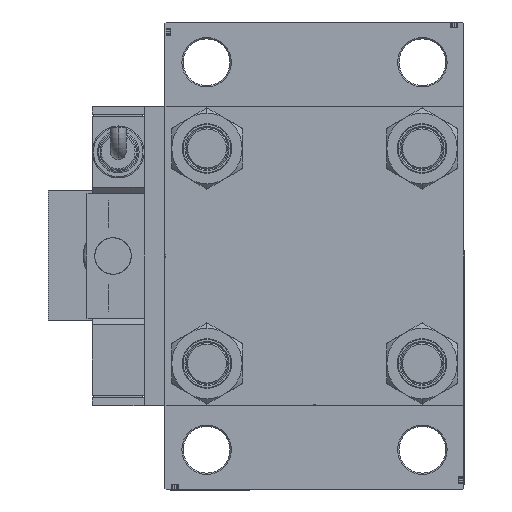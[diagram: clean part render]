
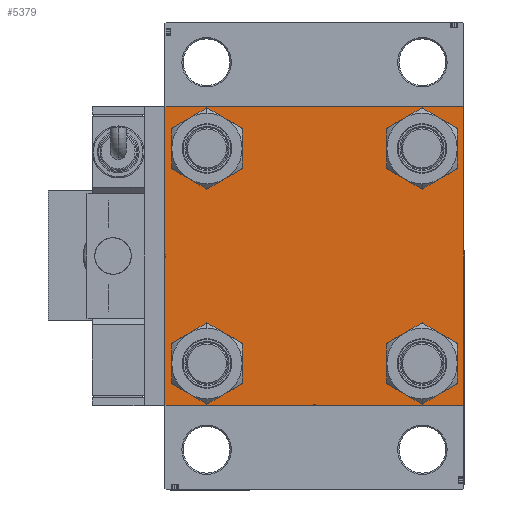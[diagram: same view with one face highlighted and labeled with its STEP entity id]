
A CAD part, left-side view. The second image highlights one B-rep face of the part: STEP entity #5379.
In plain terms, the highlighted planar face has unit normal (-1, 0, 0).
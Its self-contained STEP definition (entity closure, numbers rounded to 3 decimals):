
#739 = FACE_BOUND ( 'NONE', #27936, .T. ) ;
#765 = VERTEX_POINT ( 'NONE', #49191 ) ;
#850 = VERTEX_POINT ( 'NONE', #47181 ) ;
#1057 = CARTESIAN_POINT ( 'NONE',  ( 0., -41.35, 41.35 ) ) ;
#1309 = DIRECTION ( 'NONE',  ( 1., 0., 0. ) ) ;
#1458 = AXIS2_PLACEMENT_3D ( 'NONE', #1057, #24984, #8430 ) ;
#1466 = CARTESIAN_POINT ( 'NONE',  ( 0., 41.35, -41.35 ) ) ;
#2236 = VERTEX_POINT ( 'NONE', #31031 ) ;
#2290 = CARTESIAN_POINT ( 'NONE',  ( 0., 41.35, 49.85 ) ) ;
#2919 = VERTEX_POINT ( 'NONE', #44378 ) ;
#2983 = CARTESIAN_POINT ( 'NONE',  ( 0., -41.35, -41.35 ) ) ;
#3048 = DIRECTION ( 'NONE',  ( 0., -0.707, -0.707 ) ) ;
#3465 = DIRECTION ( 'NONE',  ( 1., 0., 0. ) ) ;
#3944 = VERTEX_POINT ( 'NONE', #45215 ) ;
#4157 = CARTESIAN_POINT ( 'NONE',  ( 0., -41.35, -41.35 ) ) ;
#4281 = VERTEX_POINT ( 'NONE', #55314 ) ;
#4717 = ORIENTED_EDGE ( 'NONE', *, *, #9882, .T. ) ;
#5171 = VECTOR ( 'NONE', #24019, 1000. ) ;
#5379 = ADVANCED_FACE ( 'NONE', ( #34969, #739, #13367, #48157, #39468 ), #30468, .T. ) ;
#6080 = CIRCLE ( 'NONE', #54482, 8.5 ) ;
#7872 = ORIENTED_EDGE ( 'NONE', *, *, #39851, .F. ) ;
#8028 = LINE ( 'NONE', #50698, #18939 ) ;
#8115 = VECTOR ( 'NONE', #10865, 1000. ) ;
#8216 = DIRECTION ( 'NONE',  ( 0., 0., 1. ) ) ;
#8430 = DIRECTION ( 'NONE',  ( 0., 0., 1. ) ) ;
#8795 = EDGE_CURVE ( 'NONE', #26248, #30041, #30965, .T. ) ;
#9103 = DIRECTION ( 'NONE',  ( 0., 0., 1. ) ) ;
#9153 = CARTESIAN_POINT ( 'NONE',  ( 0., 0., 0. ) ) ;
#9154 = ORIENTED_EDGE ( 'NONE', *, *, #8795, .T. ) ;
#9331 = DIRECTION ( 'NONE',  ( 0., 0., 1. ) ) ;
#9399 = EDGE_LOOP ( 'NONE', ( #23046, #42693 ) ) ;
#9882 = EDGE_CURVE ( 'NONE', #3944, #765, #49865, .T. ) ;
#10497 = CARTESIAN_POINT ( 'NONE',  ( 0., -57., -57.5 ) ) ;
#10750 = EDGE_CURVE ( 'NONE', #25419, #2236, #24178, .T. ) ;
#10865 = DIRECTION ( 'NONE',  ( 0., -1., 0. ) ) ;
#11174 = CARTESIAN_POINT ( 'NONE',  ( 0., -57., 57.5 ) ) ;
#11387 = LINE ( 'NONE', #19534, #5171 ) ;
#11429 = CARTESIAN_POINT ( 'NONE',  ( 0., 41.35, -41.35 ) ) ;
#13360 = DIRECTION ( 'NONE',  ( 0., -1., 0. ) ) ;
#13367 = FACE_BOUND ( 'NONE', #9399, .T. ) ;
#13552 = CARTESIAN_POINT ( 'NONE',  ( 0., 41.35, -32.85 ) ) ;
#14262 = CARTESIAN_POINT ( 'NONE',  ( 0., 57.25, 57.25 ) ) ;
#15357 = CARTESIAN_POINT ( 'NONE',  ( 0., 57.5, -57.5 ) ) ;
#15480 = CARTESIAN_POINT ( 'NONE',  ( 0., 57.5, 57.5 ) ) ;
#15750 = AXIS2_PLACEMENT_3D ( 'NONE', #4157, #1309, #23180 ) ;
#15953 = DIRECTION ( 'NONE',  ( 0., 0.707, 0.707 ) ) ;
#16960 = AXIS2_PLACEMENT_3D ( 'NONE', #19409, #45234, #32306 ) ;
#17377 = DIRECTION ( 'NONE',  ( 0., -0.707, 0.707 ) ) ;
#17457 = VECTOR ( 'NONE', #15953, 1000. ) ;
#17845 = DIRECTION ( 'NONE',  ( 0., 0., 1. ) ) ;
#18336 = CARTESIAN_POINT ( 'NONE',  ( 0., 41.35, 41.35 ) ) ;
#18939 = VECTOR ( 'NONE', #13360, 1000. ) ;
#19132 = EDGE_CURVE ( 'NONE', #850, #36261, #50171, .T. ) ;
#19409 = CARTESIAN_POINT ( 'NONE',  ( 0., 41.35, 41.35 ) ) ;
#19534 = CARTESIAN_POINT ( 'NONE',  ( 0., -57.5, 57.5 ) ) ;
#20816 = EDGE_LOOP ( 'NONE', ( #4717, #34087 ) ) ;
#21119 = CARTESIAN_POINT ( 'NONE',  ( 0., -41.35, 41.35 ) ) ;
#21624 = ORIENTED_EDGE ( 'NONE', *, *, #33806, .T. ) ;
#21968 = EDGE_CURVE ( 'NONE', #24331, #2919, #37710, .T. ) ;
#22008 = DIRECTION ( 'NONE',  ( 1., 0., 0. ) ) ;
#22672 = ORIENTED_EDGE ( 'NONE', *, *, #26744, .T. ) ;
#23046 = ORIENTED_EDGE ( 'NONE', *, *, #46646, .T. ) ;
#23180 = DIRECTION ( 'NONE',  ( 0., 0., 1. ) ) ;
#24006 = CIRCLE ( 'NONE', #48226, 8.5 ) ;
#24019 = DIRECTION ( 'NONE',  ( 0., 0., -1. ) ) ;
#24064 = DIRECTION ( 'NONE',  ( 1., 0., 0. ) ) ;
#24178 = LINE ( 'NONE', #15480, #40931 ) ;
#24331 = VERTEX_POINT ( 'NONE', #2290 ) ;
#24470 = CARTESIAN_POINT ( 'NONE',  ( 0., -41.35, -32.85 ) ) ;
#24643 = LINE ( 'NONE', #54422, #17457 ) ;
#24745 = EDGE_CURVE ( 'NONE', #34522, #49774, #8028, .T. ) ;
#24984 = DIRECTION ( 'NONE',  ( 1., 0., 0. ) ) ;
#25182 = CARTESIAN_POINT ( 'NONE',  ( 0., 41.35, -49.85 ) ) ;
#25419 = VERTEX_POINT ( 'NONE', #34273 ) ;
#26248 = VERTEX_POINT ( 'NONE', #24470 ) ;
#26262 = DIRECTION ( 'NONE',  ( -1., 0., 0. ) ) ;
#26696 = CIRCLE ( 'NONE', #49994, 8.5 ) ;
#26744 = EDGE_CURVE ( 'NONE', #34522, #25419, #47422, .T. ) ;
#27295 = ORIENTED_EDGE ( 'NONE', *, *, #19132, .T. ) ;
#27936 = EDGE_LOOP ( 'NONE', ( #9154, #40348 ) ) ;
#28635 = ORIENTED_EDGE ( 'NONE', *, *, #24745, .F. ) ;
#28762 = DIRECTION ( 'NONE',  ( 0., 0., 1. ) ) ;
#29715 = CARTESIAN_POINT ( 'NONE',  ( 0., -57.25, -57.25 ) ) ;
#30041 = VERTEX_POINT ( 'NONE', #33157 ) ;
#30468 = PLANE ( 'NONE',  #40727 ) ;
#30582 = EDGE_LOOP ( 'NONE', ( #49932, #31792 ) ) ;
#30965 = CIRCLE ( 'NONE', #15750, 8.5 ) ;
#31031 = CARTESIAN_POINT ( 'NONE',  ( 0., 57.5, -57. ) ) ;
#31390 = VERTEX_POINT ( 'NONE', #32612 ) ;
#31621 = VECTOR ( 'NONE', #39545, 1000. ) ;
#31792 = ORIENTED_EDGE ( 'NONE', *, *, #53148, .T. ) ;
#32246 = ORIENTED_EDGE ( 'NONE', *, *, #54515, .T. ) ;
#32306 = DIRECTION ( 'NONE',  ( 0., 0., 1. ) ) ;
#32612 = CARTESIAN_POINT ( 'NONE',  ( 0., -57.5, 57. ) ) ;
#33157 = CARTESIAN_POINT ( 'NONE',  ( 0., -41.35, -49.85 ) ) ;
#33806 = EDGE_CURVE ( 'NONE', #31390, #49774, #24643, .T. ) ;
#33944 = LINE ( 'NONE', #29715, #34960 ) ;
#34087 = ORIENTED_EDGE ( 'NONE', *, *, #40249, .T. ) ;
#34273 = CARTESIAN_POINT ( 'NONE',  ( 0., 57.5, 57. ) ) ;
#34522 = VERTEX_POINT ( 'NONE', #54290 ) ;
#34960 = VECTOR ( 'NONE', #17377, 1000. ) ;
#34969 = FACE_BOUND ( 'NONE', #20816, .T. ) ;
#36261 = VERTEX_POINT ( 'NONE', #10497 ) ;
#37293 = CARTESIAN_POINT ( 'NONE',  ( 0., 57.25, -57.25 ) ) ;
#37710 = CIRCLE ( 'NONE', #49371, 8.5 ) ;
#39110 = AXIS2_PLACEMENT_3D ( 'NONE', #11429, #24064, #49348 ) ;
#39468 = FACE_OUTER_BOUND ( 'NONE', #52232, .T. ) ;
#39545 = DIRECTION ( 'NONE',  ( 0., 0.707, -0.707 ) ) ;
#39643 = VERTEX_POINT ( 'NONE', #25182 ) ;
#39851 = EDGE_CURVE ( 'NONE', #31390, #4281, #11387, .T. ) ;
#40249 = EDGE_CURVE ( 'NONE', #765, #3944, #6080, .T. ) ;
#40348 = ORIENTED_EDGE ( 'NONE', *, *, #50193, .T. ) ;
#40405 = VERTEX_POINT ( 'NONE', #13552 ) ;
#40727 = AXIS2_PLACEMENT_3D ( 'NONE', #9153, #26262, #17845 ) ;
#40931 = VECTOR ( 'NONE', #44965, 1000. ) ;
#41508 = LINE ( 'NONE', #37293, #44644 ) ;
#42693 = ORIENTED_EDGE ( 'NONE', *, *, #50312, .T. ) ;
#43309 = DIRECTION ( 'NONE',  ( 1., 0., 0. ) ) ;
#44378 = CARTESIAN_POINT ( 'NONE',  ( 0., 41.35, 32.85 ) ) ;
#44644 = VECTOR ( 'NONE', #3048, 1000. ) ;
#44965 = DIRECTION ( 'NONE',  ( 0., 0., -1. ) ) ;
#45215 = CARTESIAN_POINT ( 'NONE',  ( 0., -41.35, 49.85 ) ) ;
#45234 = DIRECTION ( 'NONE',  ( 1., 0., 0. ) ) ;
#46646 = EDGE_CURVE ( 'NONE', #40405, #39643, #54319, .T. ) ;
#47181 = CARTESIAN_POINT ( 'NONE',  ( 0., 57., -57.5 ) ) ;
#47422 = LINE ( 'NONE', #14262, #31621 ) ;
#48157 = FACE_BOUND ( 'NONE', #30582, .T. ) ;
#48226 = AXIS2_PLACEMENT_3D ( 'NONE', #2983, #54070, #28762 ) ;
#49191 = CARTESIAN_POINT ( 'NONE',  ( 0., -41.35, 32.85 ) ) ;
#49348 = DIRECTION ( 'NONE',  ( 0., 0., 1. ) ) ;
#49371 = AXIS2_PLACEMENT_3D ( 'NONE', #18336, #22008, #9103 ) ;
#49774 = VERTEX_POINT ( 'NONE', #11174 ) ;
#49865 = CIRCLE ( 'NONE', #1458, 8.5 ) ;
#49932 = ORIENTED_EDGE ( 'NONE', *, *, #21968, .T. ) ;
#49994 = AXIS2_PLACEMENT_3D ( 'NONE', #1466, #43309, #9331 ) ;
#50171 = LINE ( 'NONE', #15357, #8115 ) ;
#50193 = EDGE_CURVE ( 'NONE', #30041, #26248, #24006, .T. ) ;
#50312 = EDGE_CURVE ( 'NONE', #39643, #40405, #26696, .T. ) ;
#50331 = ORIENTED_EDGE ( 'NONE', *, *, #50802, .T. ) ;
#50698 = CARTESIAN_POINT ( 'NONE',  ( 0., 57.5, 57.5 ) ) ;
#50802 = EDGE_CURVE ( 'NONE', #2236, #850, #41508, .T. ) ;
#52232 = EDGE_LOOP ( 'NONE', ( #55070, #50331, #27295, #32246, #7872, #21624, #28635, #22672 ) ) ;
#53148 = EDGE_CURVE ( 'NONE', #2919, #24331, #54602, .T. ) ;
#54070 = DIRECTION ( 'NONE',  ( 1., 0., 0. ) ) ;
#54290 = CARTESIAN_POINT ( 'NONE',  ( 0., 57., 57.5 ) ) ;
#54319 = CIRCLE ( 'NONE', #39110, 8.5 ) ;
#54422 = CARTESIAN_POINT ( 'NONE',  ( 0., -57.25, 57.25 ) ) ;
#54482 = AXIS2_PLACEMENT_3D ( 'NONE', #21119, #3465, #8216 ) ;
#54515 = EDGE_CURVE ( 'NONE', #36261, #4281, #33944, .T. ) ;
#54602 = CIRCLE ( 'NONE', #16960, 8.5 ) ;
#55070 = ORIENTED_EDGE ( 'NONE', *, *, #10750, .T. ) ;
#55314 = CARTESIAN_POINT ( 'NONE',  ( 0., -57.5, -57. ) ) ;
